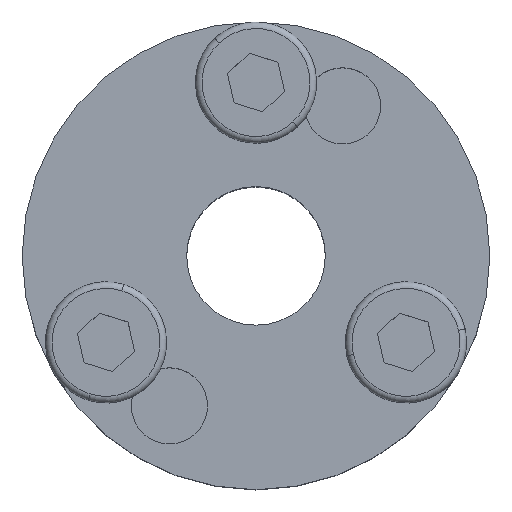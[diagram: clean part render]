
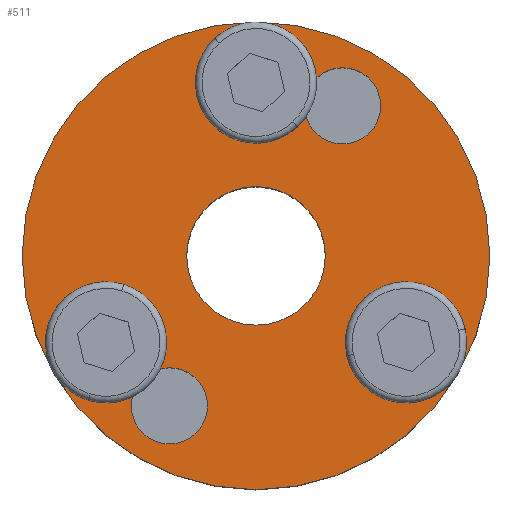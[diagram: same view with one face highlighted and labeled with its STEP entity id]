
A CAD part, top view. The second image highlights one B-rep face of the part: STEP entity #511.
In plain terms, the highlighted planar face has unit normal (0, 0, 1).
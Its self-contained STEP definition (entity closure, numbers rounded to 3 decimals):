
#35 = EDGE_LOOP ( 'NONE', ( #69, #121 ) ) ;
#47 = ORIENTED_EDGE ( 'NONE', *, *, #93, .F. ) ;
#69 = ORIENTED_EDGE ( 'NONE', *, *, #1017, .F. ) ;
#90 = EDGE_CURVE ( 'NONE', #125, #134, #1293, .T. ) ;
#93 = EDGE_CURVE ( 'NONE', #141, #98, #1326, .T. ) ;
#94 = EDGE_CURVE ( 'NONE', #259, #360, #1345, .T. ) ;
#98 = VERTEX_POINT ( 'NONE', #1375 ) ;
#121 = ORIENTED_EDGE ( 'NONE', *, *, #1768, .F. ) ;
#123 = ORIENTED_EDGE ( 'NONE', *, *, #135, .F. ) ;
#125 = VERTEX_POINT ( 'NONE', #495 ) ;
#134 = VERTEX_POINT ( 'NONE', #534 ) ;
#135 = EDGE_CURVE ( 'NONE', #1575, #273, #535, .T. ) ;
#141 = VERTEX_POINT ( 'NONE', #567 ) ;
#145 = VERTEX_POINT ( 'NONE', #575 ) ;
#165 = ORIENTED_EDGE ( 'NONE', *, *, #1505, .F. ) ;
#188 = ORIENTED_EDGE ( 'NONE', *, *, #211, .F. ) ;
#192 = EDGE_CURVE ( 'NONE', #134, #125, #733, .T. ) ;
#211 = EDGE_CURVE ( 'NONE', #98, #141, #827, .T. ) ;
#251 = ORIENTED_EDGE ( 'NONE', *, *, #90, .F. ) ;
#259 = VERTEX_POINT ( 'NONE', #1010 ) ;
#273 = VERTEX_POINT ( 'NONE', #1083 ) ;
#285 = ORIENTED_EDGE ( 'NONE', *, *, #1991, .F. ) ;
#287 = VERTEX_POINT ( 'NONE', #1113 ) ;
#302 = VERTEX_POINT ( 'NONE', #1187 ) ;
#303 = ORIENTED_EDGE ( 'NONE', *, *, #323, .F. ) ;
#320 = EDGE_LOOP ( 'NONE', ( #303, #350 ) ) ;
#323 = EDGE_CURVE ( 'NONE', #145, #2003, #1265, .T. ) ;
#326 = EDGE_CURVE ( 'NONE', #360, #259, #1270, .T. ) ;
#350 = ORIENTED_EDGE ( 'NONE', *, *, #931, .F. ) ;
#360 = VERTEX_POINT ( 'NONE', #1415 ) ;
#408 = EDGE_CURVE ( 'NONE', #287, #302, #926, .T. ) ;
#424 = FACE_BOUND ( 'NONE', #671, .T. ) ;
#426 = FACE_BOUND ( 'NONE', #1227, .T. ) ;
#427 = FACE_BOUND ( 'NONE', #634, .T. ) ;
#428 = FACE_BOUND ( 'NONE', #320, .T. ) ;
#429 = FACE_BOUND ( 'NONE', #1840, .T. ) ;
#430 = FACE_BOUND ( 'NONE', #35, .T. ) ;
#431 = FACE_OUTER_BOUND ( 'NONE', #1422, .T. ) ;
#432 = PLANE ( 'NONE',  #433 ) ;
#433 = AXIS2_PLACEMENT_3D ( 'NONE', #434, #435, #436 ) ;
#434 = CARTESIAN_POINT ( 'NONE',  ( 0., 13.5, 0. ) ) ;
#435 = DIRECTION ( 'NONE',  ( 0., 0., -1. ) ) ;
#436 = DIRECTION ( 'NONE',  ( -1., 0., 0. ) ) ;
#450 = CARTESIAN_POINT ( 'NONE',  ( 6.46, -5., 0. ) ) ;
#495 = CARTESIAN_POINT ( 'NONE',  ( -7.2, -8.66, 0. ) ) ;
#511 = ADVANCED_FACE ( 'NONE', ( #424, #426, #427, #428, #429, #430, #431 ), #432, .F. ) ;
#534 = CARTESIAN_POINT ( 'NONE',  ( -2.8, -8.66, 0. ) ) ;
#535 = CIRCLE ( 'NONE', #536, 2.2 ) ;
#536 = AXIS2_PLACEMENT_3D ( 'NONE', #537, #538, #539 ) ;
#537 = CARTESIAN_POINT ( 'NONE',  ( -8.66, -5., 0. ) ) ;
#538 = DIRECTION ( 'NONE',  ( 0., 0., 1. ) ) ;
#539 = DIRECTION ( 'NONE',  ( -0.5, 0.866, 0. ) ) ;
#567 = CARTESIAN_POINT ( 'NONE',  ( -2.2, 10., 0. ) ) ;
#575 = CARTESIAN_POINT ( 'NONE',  ( 10.86, -5., 0. ) ) ;
#606 = CIRCLE ( 'NONE', #607, 2.2 ) ;
#607 = AXIS2_PLACEMENT_3D ( 'NONE', #608, #609, #610 ) ;
#608 = CARTESIAN_POINT ( 'NONE',  ( 8.66, -5., 0. ) ) ;
#609 = DIRECTION ( 'NONE',  ( 0., 0., 1. ) ) ;
#610 = DIRECTION ( 'NONE',  ( -0.5, -0.866, 0. ) ) ;
#634 = EDGE_LOOP ( 'NONE', ( #123, #165 ) ) ;
#651 = CIRCLE ( 'NONE', #652, 4. ) ;
#652 = AXIS2_PLACEMENT_3D ( 'NONE', #655, #656, #657 ) ;
#655 = CARTESIAN_POINT ( 'NONE',  ( 0., 0., 0. ) ) ;
#656 = DIRECTION ( 'NONE',  ( 0., 0., 1. ) ) ;
#657 = DIRECTION ( 'NONE',  ( 1., 0., 0. ) ) ;
#671 = EDGE_LOOP ( 'NONE', ( #1680, #251 ) ) ;
#733 = CIRCLE ( 'NONE', #734, 2.2 ) ;
#734 = AXIS2_PLACEMENT_3D ( 'NONE', #735, #736, #737 ) ;
#735 = CARTESIAN_POINT ( 'NONE',  ( -5., -8.66, 0. ) ) ;
#736 = DIRECTION ( 'NONE',  ( 0., 0., 1. ) ) ;
#737 = DIRECTION ( 'NONE',  ( 1., 0., 0. ) ) ;
#827 = CIRCLE ( 'NONE', #828, 2.2 ) ;
#828 = AXIS2_PLACEMENT_3D ( 'NONE', #829, #830, #831 ) ;
#829 = CARTESIAN_POINT ( 'NONE',  ( 0., 10., 0. ) ) ;
#830 = DIRECTION ( 'NONE',  ( 0., 0., 1. ) ) ;
#831 = DIRECTION ( 'NONE',  ( 1., 0., 0. ) ) ;
#833 = CARTESIAN_POINT ( 'NONE',  ( -4., 0., 0. ) ) ;
#867 = CIRCLE ( 'NONE', #868, 2.2 ) ;
#868 = AXIS2_PLACEMENT_3D ( 'NONE', #869, #870, #871 ) ;
#869 = CARTESIAN_POINT ( 'NONE',  ( 5., 8.66, 0. ) ) ;
#870 = DIRECTION ( 'NONE',  ( 0., 0., 1. ) ) ;
#871 = DIRECTION ( 'NONE',  ( 1., 0., 0. ) ) ;
#908 = CIRCLE ( 'NONE', #909, 2.2 ) ;
#909 = AXIS2_PLACEMENT_3D ( 'NONE', #910, #914, #915 ) ;
#910 = CARTESIAN_POINT ( 'NONE',  ( -8.66, -5., 0. ) ) ;
#914 = DIRECTION ( 'NONE',  ( 0., 0., 1. ) ) ;
#915 = DIRECTION ( 'NONE',  ( -0.5, 0.866, 0. ) ) ;
#926 = CIRCLE ( 'NONE', #927, 2.2 ) ;
#927 = AXIS2_PLACEMENT_3D ( 'NONE', #928, #929, #932 ) ;
#928 = CARTESIAN_POINT ( 'NONE',  ( 5., 8.66, 0. ) ) ;
#929 = DIRECTION ( 'NONE',  ( 0., 0., 1. ) ) ;
#931 = EDGE_CURVE ( 'NONE', #2003, #145, #606, .T. ) ;
#932 = DIRECTION ( 'NONE',  ( 1., 0., 0. ) ) ;
#979 = CARTESIAN_POINT ( 'NONE',  ( -6.46, -5., 0. ) ) ;
#1010 = CARTESIAN_POINT ( 'NONE',  ( -13.5, 0., 0. ) ) ;
#1017 = EDGE_CURVE ( 'NONE', #1935, #1384, #651, .T. ) ;
#1067 = CIRCLE ( 'NONE', #1068, 4. ) ;
#1068 = AXIS2_PLACEMENT_3D ( 'NONE', #1070, #1071, #1072 ) ;
#1070 = CARTESIAN_POINT ( 'NONE',  ( 0., 0., 0. ) ) ;
#1071 = DIRECTION ( 'NONE',  ( 0., 0., 1. ) ) ;
#1072 = DIRECTION ( 'NONE',  ( 1., 0., 0. ) ) ;
#1083 = CARTESIAN_POINT ( 'NONE',  ( -10.86, -5., 0. ) ) ;
#1113 = CARTESIAN_POINT ( 'NONE',  ( 2.8, 8.66, 0. ) ) ;
#1118 = CARTESIAN_POINT ( 'NONE',  ( 4., 0., 0. ) ) ;
#1187 = CARTESIAN_POINT ( 'NONE',  ( 7.2, 8.66, 0. ) ) ;
#1227 = EDGE_LOOP ( 'NONE', ( #285, #2008 ) ) ;
#1265 = CIRCLE ( 'NONE', #1266, 2.2 ) ;
#1266 = AXIS2_PLACEMENT_3D ( 'NONE', #1267, #1268, #1269 ) ;
#1267 = CARTESIAN_POINT ( 'NONE',  ( 8.66, -5., 0. ) ) ;
#1268 = DIRECTION ( 'NONE',  ( 0., 0., 1. ) ) ;
#1269 = DIRECTION ( 'NONE',  ( -0.5, -0.866, 0. ) ) ;
#1270 = CIRCLE ( 'NONE', #1271, 13.5 ) ;
#1271 = AXIS2_PLACEMENT_3D ( 'NONE', #1272, #1273, #1274 ) ;
#1272 = CARTESIAN_POINT ( 'NONE',  ( 0., 0., 0. ) ) ;
#1273 = DIRECTION ( 'NONE',  ( 0., 0., 1. ) ) ;
#1274 = DIRECTION ( 'NONE',  ( 1., 0., 0. ) ) ;
#1293 = CIRCLE ( 'NONE', #1294, 2.2 ) ;
#1294 = AXIS2_PLACEMENT_3D ( 'NONE', #1296, #1297, #1298 ) ;
#1296 = CARTESIAN_POINT ( 'NONE',  ( -5., -8.66, 0. ) ) ;
#1297 = DIRECTION ( 'NONE',  ( 0., 0., 1. ) ) ;
#1298 = DIRECTION ( 'NONE',  ( 1., 0., 0. ) ) ;
#1326 = CIRCLE ( 'NONE', #1327, 2.2 ) ;
#1327 = AXIS2_PLACEMENT_3D ( 'NONE', #1331, #1332, #1333 ) ;
#1331 = CARTESIAN_POINT ( 'NONE',  ( 0., 10., 0. ) ) ;
#1332 = DIRECTION ( 'NONE',  ( 0., 0., 1. ) ) ;
#1333 = DIRECTION ( 'NONE',  ( 1., 0., 0. ) ) ;
#1345 = CIRCLE ( 'NONE', #1346, 13.5 ) ;
#1346 = AXIS2_PLACEMENT_3D ( 'NONE', #1349, #1350, #1351 ) ;
#1349 = CARTESIAN_POINT ( 'NONE',  ( 0., 0., 0. ) ) ;
#1350 = DIRECTION ( 'NONE',  ( 0., 0., 1. ) ) ;
#1351 = DIRECTION ( 'NONE',  ( 1., 0., 0. ) ) ;
#1375 = CARTESIAN_POINT ( 'NONE',  ( 2.2, 10., 0. ) ) ;
#1384 = VERTEX_POINT ( 'NONE', #833 ) ;
#1415 = CARTESIAN_POINT ( 'NONE',  ( 13.5, 0., 0. ) ) ;
#1422 = EDGE_LOOP ( 'NONE', ( #1993, #2005 ) ) ;
#1505 = EDGE_CURVE ( 'NONE', #273, #1575, #908, .T. ) ;
#1575 = VERTEX_POINT ( 'NONE', #979 ) ;
#1680 = ORIENTED_EDGE ( 'NONE', *, *, #192, .F. ) ;
#1768 = EDGE_CURVE ( 'NONE', #1384, #1935, #1067, .T. ) ;
#1840 = EDGE_LOOP ( 'NONE', ( #188, #47 ) ) ;
#1935 = VERTEX_POINT ( 'NONE', #1118 ) ;
#1991 = EDGE_CURVE ( 'NONE', #302, #287, #867, .T. ) ;
#1993 = ORIENTED_EDGE ( 'NONE', *, *, #326, .T. ) ;
#2003 = VERTEX_POINT ( 'NONE', #450 ) ;
#2005 = ORIENTED_EDGE ( 'NONE', *, *, #94, .T. ) ;
#2008 = ORIENTED_EDGE ( 'NONE', *, *, #408, .F. ) ;
